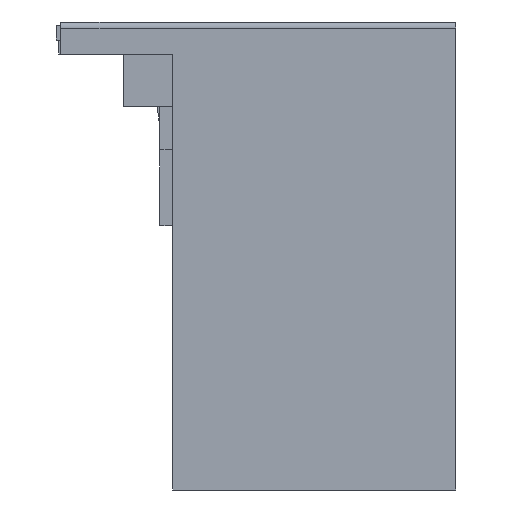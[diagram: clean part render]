
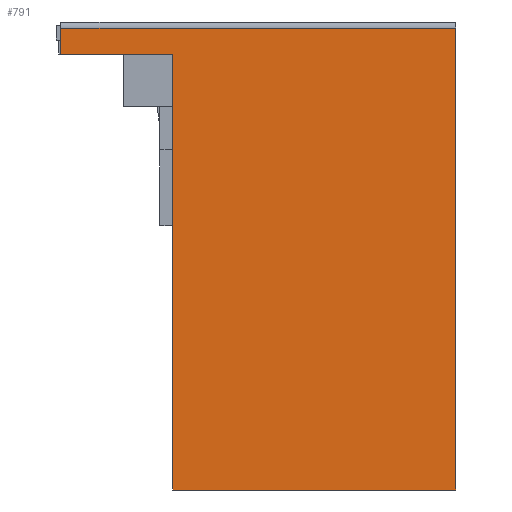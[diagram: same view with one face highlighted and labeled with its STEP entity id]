
A CAD part, left-side view. The second image highlights one B-rep face of the part: STEP entity #791.
In plain terms, the highlighted planar face has unit normal (-1, 0, 0).
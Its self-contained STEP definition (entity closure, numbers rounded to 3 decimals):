
#791 = ADVANCED_FACE( '', ( #1943 ), #1944, .T. );
#1943 = FACE_OUTER_BOUND( '', #3453, .T. );
#1944 = PLANE( '', #3454 );
#3453 = EDGE_LOOP( '', ( #6057, #6058, #6059, #6060, #6061, #6062 ) );
#3454 = AXIS2_PLACEMENT_3D( '', #6063, #6064, #6065 );
#6057 = ORIENTED_EDGE( '', *, *, #10469, .F. );
#6058 = ORIENTED_EDGE( '', *, *, #10179, .T. );
#6059 = ORIENTED_EDGE( '', *, *, #10470, .T. );
#6060 = ORIENTED_EDGE( '', *, *, #10471, .F. );
#6061 = ORIENTED_EDGE( '', *, *, #9845, .T. );
#6062 = ORIENTED_EDGE( '', *, *, #9589, .T. );
#6063 = CARTESIAN_POINT( '', ( -70., -85.2, -101. ) );
#6064 = DIRECTION( '', ( -1., 0., 0. ) );
#6065 = DIRECTION( '', ( 0., 0., 1. ) );
#9589 = EDGE_CURVE( '', #11637, #11634, #11638, .T. );
#9845 = EDGE_CURVE( '', #12096, #11637, #12097, .T. );
#10179 = EDGE_CURVE( '', #12718, #12716, #12719, .T. );
#10469 = EDGE_CURVE( '', #12718, #11634, #13157, .T. );
#10470 = EDGE_CURVE( '', #12716, #13158, #13159, .T. );
#10471 = EDGE_CURVE( '', #12096, #13158, #13160, .T. );
#11634 = VERTEX_POINT( '', #14674 );
#11637 = VERTEX_POINT( '', #14677 );
#11638 = LINE( '', #14678, #14679 );
#12096 = VERTEX_POINT( '', #15343 );
#12097 = LINE( '', #15344, #15345 );
#12716 = VERTEX_POINT( '', #16288 );
#12718 = VERTEX_POINT( '', #16291 );
#12719 = LINE( '', #16292, #16293 );
#13157 = LINE( '', #16948, #16949 );
#13158 = VERTEX_POINT( '', #16950 );
#13159 = LINE( '', #16951, #16952 );
#13160 = LINE( '', #16953, #16954 );
#14674 = CARTESIAN_POINT( '', ( -70., 0., -1.3 ) );
#14677 = CARTESIAN_POINT( '', ( -70., -85.2, -1.3 ) );
#14678 = CARTESIAN_POINT( '', ( -70., -85.2, -1.3 ) );
#14679 = VECTOR( '', #19005, 1000. );
#15343 = CARTESIAN_POINT( '', ( -70., -85.2, -101. ) );
#15344 = CARTESIAN_POINT( '', ( -70., -85.2, -101. ) );
#15345 = VECTOR( '', #19230, 1000. );
#16288 = CARTESIAN_POINT( '', ( -70., -24.1, -6.92 ) );
#16291 = CARTESIAN_POINT( '', ( -70., 0., -6.92 ) );
#16292 = CARTESIAN_POINT( '', ( -70., -85.2, -6.92 ) );
#16293 = VECTOR( '', #19562, 1000. );
#16948 = CARTESIAN_POINT( '', ( -70., 0., -101. ) );
#16949 = VECTOR( '', #19780, 1000. );
#16950 = CARTESIAN_POINT( '', ( -70., -24.1, -101. ) );
#16951 = CARTESIAN_POINT( '', ( -70., -24.1, -101. ) );
#16952 = VECTOR( '', #19781, 1000. );
#16953 = CARTESIAN_POINT( '', ( -70., -85.2, -101. ) );
#16954 = VECTOR( '', #19782, 1000. );
#19005 = DIRECTION( '', ( 0., 1., 0. ) );
#19230 = DIRECTION( '', ( 0., 0., 1. ) );
#19562 = DIRECTION( '', ( 0., -1., 0. ) );
#19780 = DIRECTION( '', ( 0., 0., 1. ) );
#19781 = DIRECTION( '', ( 0., 0., -1. ) );
#19782 = DIRECTION( '', ( 0., 1., 0. ) );
